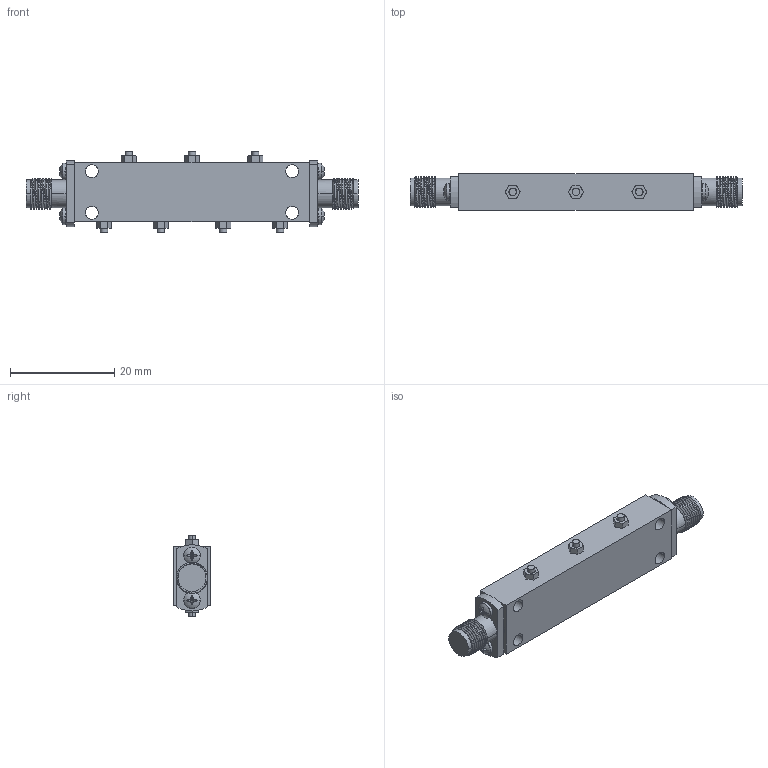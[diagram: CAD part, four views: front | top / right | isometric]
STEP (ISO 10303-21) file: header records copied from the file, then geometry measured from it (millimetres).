
FILE_DESCRIPTION (( 'STEP AP214' ), '1' );
FILE_NAME ('CF-B5-X3.STEP', '2025-10-08T00:02:52', ( '' ), ( '' ), 'SwSTEP 2.0', 'SolidWorks 2021', '' );
FILE_SCHEMA (( 'AUTOMOTIVE_DESIGN' ));
Length unit declared in the file: inch
Products named in the file (1): CF-B5-X3
Bounding box: 63.8 x 7 x 15.5 mm (x, y, z)
Volume: 4163.7 mm3; surface area: 3037.5 mm2
Topology: 9 solids, 14 shells, 407 faces, 1014 edges, 644 vertices
Faces by surface type: plane 149, cylinder 118, cone 88, bspline 28, torus 16, sphere 8
Entity records: 21595 total; most frequent: CARTESIAN_POINT 6691, ORIENTED_EDGE 2028, DIRECTION 1912, EDGE_CURVE 1014, AXIS2_PLACEMENT_3D 742, VERTEX_POINT 644, EDGE_LOOP 454, LINE 428
